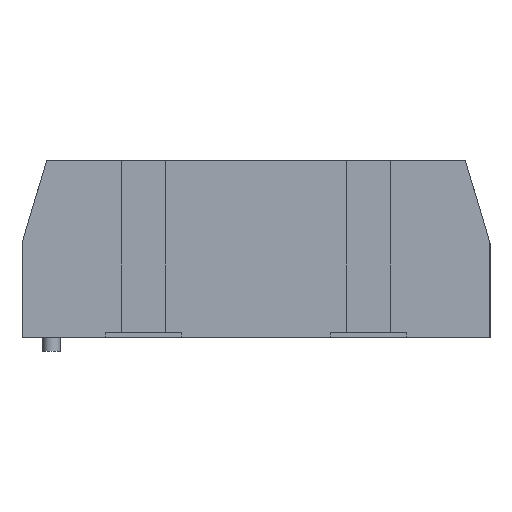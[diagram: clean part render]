
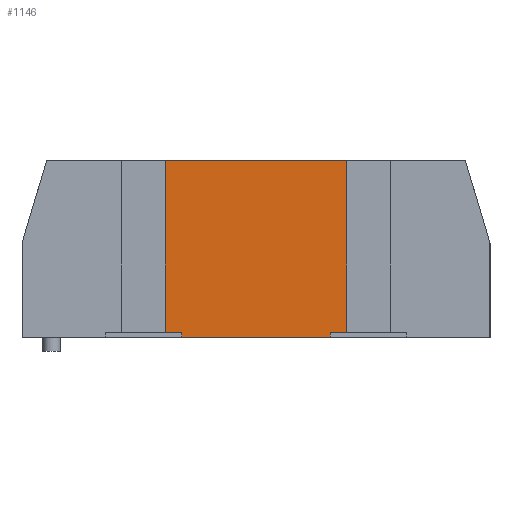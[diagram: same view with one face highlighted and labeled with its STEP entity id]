
A CAD part, left-side view. The second image highlights one B-rep face of the part: STEP entity #1146.
In plain terms, the highlighted planar face has unit normal (-1, 0, 0).
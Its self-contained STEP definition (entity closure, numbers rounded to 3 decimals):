
#366 = VERTEX_POINT('',#367);
#367 = CARTESIAN_POINT('',(-38.55,-7.7,0.));
#373 = EDGE_CURVE('',#366,#374,#376,.T.);
#374 = VERTEX_POINT('',#375);
#375 = CARTESIAN_POINT('',(-38.55,7.7,0.));
#376 = LINE('',#377,#378);
#377 = CARTESIAN_POINT('',(-38.55,-19.85,0.));
#378 = VECTOR('',#379,1.);
#379 = DIRECTION('',(0.,1.,0.));
#1127 = EDGE_CURVE('',#374,#1128,#1130,.T.);
#1128 = VERTEX_POINT('',#1129);
#1129 = CARTESIAN_POINT('',(-38.55,7.7,15.));
#1130 = LINE('',#1131,#1132);
#1131 = CARTESIAN_POINT('',(-38.55,7.7,0.));
#1132 = VECTOR('',#1133,1.);
#1133 = DIRECTION('',(0.,0.,1.));
#1146 = ADVANCED_FACE('',(#1147),#1165,.T.);
#1147 = FACE_BOUND('',#1148,.T.);
#1148 = EDGE_LOOP('',(#1149,#1150,#1158,#1164));
#1149 = ORIENTED_EDGE('',*,*,#373,.F.);
#1150 = ORIENTED_EDGE('',*,*,#1151,.T.);
#1151 = EDGE_CURVE('',#366,#1152,#1154,.T.);
#1152 = VERTEX_POINT('',#1153);
#1153 = CARTESIAN_POINT('',(-38.55,-7.7,15.));
#1154 = LINE('',#1155,#1156);
#1155 = CARTESIAN_POINT('',(-38.55,-7.7,0.));
#1156 = VECTOR('',#1157,1.);
#1157 = DIRECTION('',(0.,0.,1.));
#1158 = ORIENTED_EDGE('',*,*,#1159,.T.);
#1159 = EDGE_CURVE('',#1152,#1128,#1160,.T.);
#1160 = LINE('',#1161,#1162);
#1161 = CARTESIAN_POINT('',(-38.55,-19.85,15.));
#1162 = VECTOR('',#1163,1.);
#1163 = DIRECTION('',(0.,1.,0.));
#1164 = ORIENTED_EDGE('',*,*,#1127,.F.);
#1165 = PLANE('',#1166);
#1166 = AXIS2_PLACEMENT_3D('',#1167,#1168,#1169);
#1167 = CARTESIAN_POINT('',(-38.55,-19.85,0.));
#1168 = DIRECTION('',(-1.,0.,0.));
#1169 = DIRECTION('',(0.,1.,0.));
